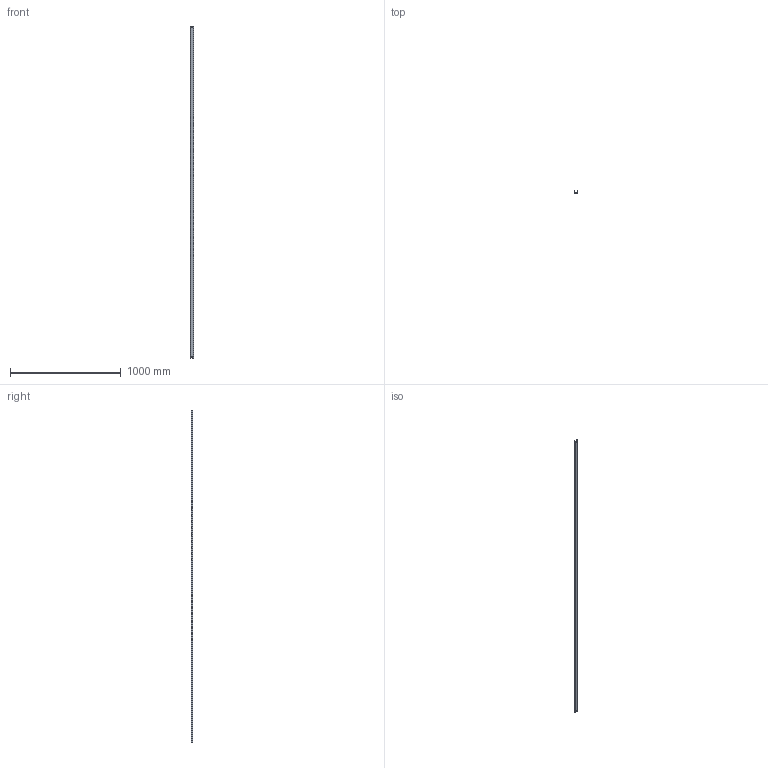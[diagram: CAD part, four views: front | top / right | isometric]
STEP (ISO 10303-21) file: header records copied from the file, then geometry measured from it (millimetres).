
FILE_DESCRIPTION (( 'STEP AP203' ), '1' );
FILE_NAME ('35x15 Galvaniz Kaplý Düz Montaj Raylarý - 3 m.STEP', '2019-01-04T05:44:15', ( '' ), ( '' ), 'SwSTEP 2.0', 'SolidWorks 2011', '' );
FILE_SCHEMA (( 'CONFIG_CONTROL_DESIGN' ));
Length unit declared in the file: millimetre
Products named in the file (1): 35x15 Galvaniz Kaplý Düz Montaj Raylarý - 3 m
Bounding box: 35 x 15 x 3000 mm (x, y, z)
Volume: 261036.4 mm3; surface area: 358410.8 mm2
Topology: 1 solids, 1 shells, 28 faces, 78 edges, 52 vertices
Faces by surface type: plane 16, cylinder 12
Entity records: 991 total; most frequent: DIRECTION 160, CARTESIAN_POINT 159, ORIENTED_EDGE 156, EDGE_CURVE 78, LINE 54, VECTOR 54, AXIS2_PLACEMENT_3D 53, VERTEX_POINT 52
